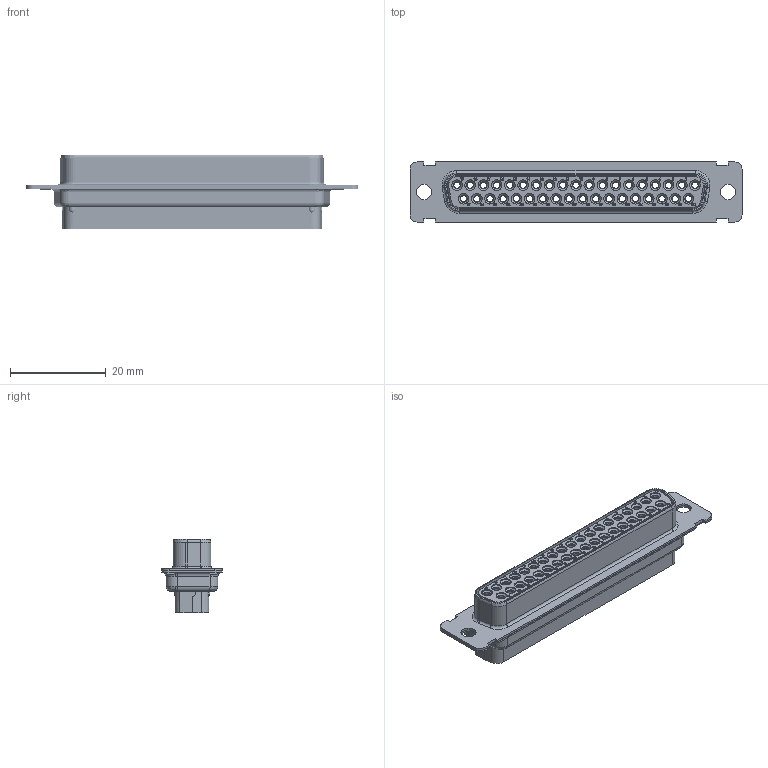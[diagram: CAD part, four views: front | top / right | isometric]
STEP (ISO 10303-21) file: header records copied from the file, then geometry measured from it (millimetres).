
FILE_DESCRIPTION (( 'STEP AP214' ), '1' );
FILE_NAME ('211-FS37-HV.STEP', '2021-02-22T13:05:03', ( '' ), ( '' ), 'SwSTEP 2.0', 'SolidWorks 2017', '' );
FILE_SCHEMA (( 'AUTOMOTIVE_DESIGN' ));
Length unit declared in the file: millimetre
Products named in the file (1): 211-FS37-HV
Bounding box: 69.32 x 12.55 x 15.37 mm (x, y, z)
Volume: 5045.4 mm3; surface area: 13650.1 mm2
Topology: 41 solids, 41 shells, 4938 faces, 14079 edges, 9361 vertices
Faces by surface type: plane 2104, bspline 1502, cylinder 1170, cone 162
Entity records: 275577 total; most frequent: CARTESIAN_POINT 102871, ORIENTED_EDGE 28158, DIRECTION 19332, EDGE_CURVE 14079, VERTEX_POINT 9361, LINE 6766, VECTOR 6766, AXIS2_PLACEMENT_3D 6283
